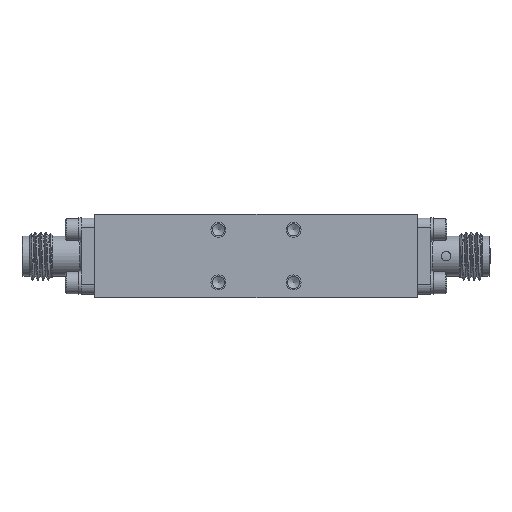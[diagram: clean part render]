
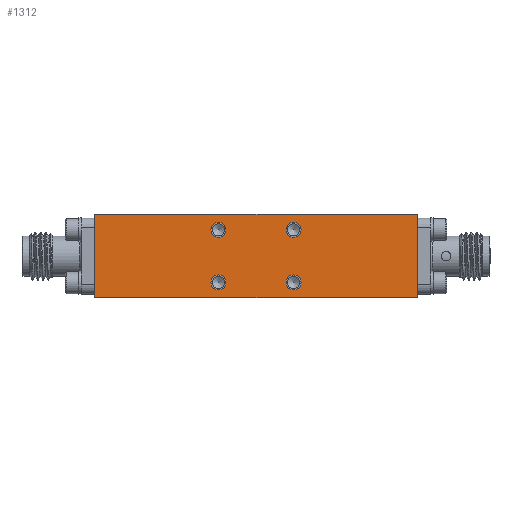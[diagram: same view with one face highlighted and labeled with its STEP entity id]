
A CAD part, front view. The second image highlights one B-rep face of the part: STEP entity #1312.
In plain terms, the highlighted planar face has unit normal (0, -1, 0).
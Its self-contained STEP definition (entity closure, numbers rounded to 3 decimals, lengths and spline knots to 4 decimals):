
#1161 = VERTEX_POINT ( 'NONE', #45050 ) ;
#1222 = CARTESIAN_POINT ( 'NONE',  ( -0.8465, -0.2953, 0.2165 ) ) ;
#1312 = ADVANCED_FACE ( 'NONE', ( #35038, #24091, #38856, #39615, #43696 ), #16200, .F. ) ;
#1730 = AXIS2_PLACEMENT_3D ( 'NONE', #7087, #18821, #42720 ) ;
#1770 = AXIS2_PLACEMENT_3D ( 'NONE', #15551, #31091, #7908 ) ;
#3895 = CIRCLE ( 'NONE', #6341, 0.0394 ) ;
#4988 = CARTESIAN_POINT ( 'NONE',  ( -0.1969, -0.2953, 0.1378 ) ) ;
#5583 = LINE ( 'NONE', #32072, #42002 ) ;
#6341 = AXIS2_PLACEMENT_3D ( 'NONE', #4988, #20542, #16708 ) ;
#7087 = CARTESIAN_POINT ( 'NONE',  ( 0.1969, -0.2953, -0.1378 ) ) ;
#7908 = DIRECTION ( 'NONE',  ( 0., 0., -1. ) ) ;
#7985 = EDGE_CURVE ( 'NONE', #24372, #24372, #40795, .T. ) ;
#8278 = ORIENTED_EDGE ( 'NONE', *, *, #7985, .F. ) ;
#8816 = CARTESIAN_POINT ( 'NONE',  ( -0.8465, -0.2953, 0.2165 ) ) ;
#8919 = CIRCLE ( 'NONE', #38997, 0.0394 ) ;
#10563 = EDGE_CURVE ( 'NONE', #31089, #11339, #5583, .T. ) ;
#11339 = VERTEX_POINT ( 'NONE', #25548 ) ;
#13036 = ORIENTED_EDGE ( 'NONE', *, *, #13442, .T. ) ;
#13374 = CARTESIAN_POINT ( 'NONE',  ( -0.8465, -0.2953, 0.2165 ) ) ;
#13442 = EDGE_CURVE ( 'NONE', #45144, #1161, #24581, .T. ) ;
#13914 = CARTESIAN_POINT ( 'NONE',  ( -0.1969, -0.2953, 0.0984 ) ) ;
#14427 = VERTEX_POINT ( 'NONE', #13914 ) ;
#15101 = EDGE_LOOP ( 'NONE', ( #15665 ) ) ;
#15270 = ORIENTED_EDGE ( 'NONE', *, *, #34464, .T. ) ;
#15551 = CARTESIAN_POINT ( 'NONE',  ( -0.1969, -0.2953, -0.1378 ) ) ;
#15599 = VERTEX_POINT ( 'NONE', #15843 ) ;
#15665 = ORIENTED_EDGE ( 'NONE', *, *, #17695, .F. ) ;
#15843 = CARTESIAN_POINT ( 'NONE',  ( 0.1969, -0.2953, 0.0984 ) ) ;
#15949 = DIRECTION ( 'NONE',  ( 0., 1., 0. ) ) ;
#16200 = PLANE ( 'NONE',  #28549 ) ;
#16456 = LINE ( 'NONE', #13374, #19330 ) ;
#16708 = DIRECTION ( 'NONE',  ( 0., 0., -1. ) ) ;
#16907 = EDGE_CURVE ( 'NONE', #45144, #31089, #16456, .T. ) ;
#17695 = EDGE_CURVE ( 'NONE', #14427, #14427, #3895, .T. ) ;
#18158 = CARTESIAN_POINT ( 'NONE',  ( 0.1969, -0.2953, 0.1378 ) ) ;
#18821 = DIRECTION ( 'NONE',  ( 0., -1., 0. ) ) ;
#18913 = DIRECTION ( 'NONE',  ( 0., 0., -1. ) ) ;
#19330 = VECTOR ( 'NONE', #31981, 39.3701 ) ;
#20522 = DIRECTION ( 'NONE',  ( 0., 0., -1. ) ) ;
#20542 = DIRECTION ( 'NONE',  ( 0., -1., 0. ) ) ;
#21367 = DIRECTION ( 'NONE',  ( 0., 0., -1. ) ) ;
#22254 = VERTEX_POINT ( 'NONE', #26323 ) ;
#23204 = VECTOR ( 'NONE', #20522, 39.3701 ) ;
#24048 = EDGE_LOOP ( 'NONE', ( #15270, #35772, #27931, #13036 ) ) ;
#24091 = FACE_BOUND ( 'NONE', #46616, .T. ) ;
#24372 = VERTEX_POINT ( 'NONE', #43981 ) ;
#24581 = LINE ( 'NONE', #28154, #23204 ) ;
#24818 = ORIENTED_EDGE ( 'NONE', *, *, #39352, .F. ) ;
#25548 = CARTESIAN_POINT ( 'NONE',  ( 0.8465, -0.2953, -0.2165 ) ) ;
#26323 = CARTESIAN_POINT ( 'NONE',  ( 0.1969, -0.2953, -0.1772 ) ) ;
#27931 = ORIENTED_EDGE ( 'NONE', *, *, #16907, .F. ) ;
#28154 = CARTESIAN_POINT ( 'NONE',  ( -0.8465, -0.2953, 0.2165 ) ) ;
#28549 = AXIS2_PLACEMENT_3D ( 'NONE', #8816, #15949, #47766 ) ;
#29346 = CIRCLE ( 'NONE', #1730, 0.0394 ) ;
#30107 = DIRECTION ( 'NONE',  ( 0., -1., 0. ) ) ;
#31089 = VERTEX_POINT ( 'NONE', #43034 ) ;
#31091 = DIRECTION ( 'NONE',  ( 0., -1., 0. ) ) ;
#31981 = DIRECTION ( 'NONE',  ( 1., 0., 0. ) ) ;
#32072 = CARTESIAN_POINT ( 'NONE',  ( 0.8465, -0.2953, 0.2165 ) ) ;
#34464 = EDGE_CURVE ( 'NONE', #1161, #11339, #39013, .T. ) ;
#35038 = FACE_BOUND ( 'NONE', #41830, .T. ) ;
#35772 = ORIENTED_EDGE ( 'NONE', *, *, #10563, .F. ) ;
#38856 = FACE_BOUND ( 'NONE', #48946, .T. ) ;
#38997 = AXIS2_PLACEMENT_3D ( 'NONE', #18158, #30107, #18913 ) ;
#39013 = LINE ( 'NONE', #50240, #40740 ) ;
#39352 = EDGE_CURVE ( 'NONE', #22254, #22254, #29346, .T. ) ;
#39615 = FACE_BOUND ( 'NONE', #15101, .T. ) ;
#39848 = ORIENTED_EDGE ( 'NONE', *, *, #49054, .F. ) ;
#40740 = VECTOR ( 'NONE', #42336, 39.3701 ) ;
#40795 = CIRCLE ( 'NONE', #1770, 0.0394 ) ;
#41830 = EDGE_LOOP ( 'NONE', ( #8278 ) ) ;
#42002 = VECTOR ( 'NONE', #21367, 39.3701 ) ;
#42336 = DIRECTION ( 'NONE',  ( 1., 0., 0. ) ) ;
#42720 = DIRECTION ( 'NONE',  ( 0., 0., -1. ) ) ;
#43034 = CARTESIAN_POINT ( 'NONE',  ( 0.8465, -0.2953, 0.2165 ) ) ;
#43696 = FACE_OUTER_BOUND ( 'NONE', #24048, .T. ) ;
#43981 = CARTESIAN_POINT ( 'NONE',  ( -0.1969, -0.2953, -0.1772 ) ) ;
#45050 = CARTESIAN_POINT ( 'NONE',  ( -0.8465, -0.2953, -0.2165 ) ) ;
#45144 = VERTEX_POINT ( 'NONE', #1222 ) ;
#46616 = EDGE_LOOP ( 'NONE', ( #39848 ) ) ;
#47766 = DIRECTION ( 'NONE',  ( 0., 0., 1. ) ) ;
#48946 = EDGE_LOOP ( 'NONE', ( #24818 ) ) ;
#49054 = EDGE_CURVE ( 'NONE', #15599, #15599, #8919, .T. ) ;
#50240 = CARTESIAN_POINT ( 'NONE',  ( -0.8465, -0.2953, -0.2165 ) ) ;
